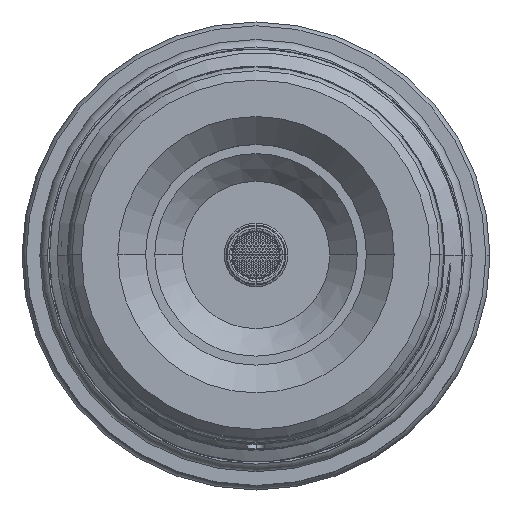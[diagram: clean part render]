
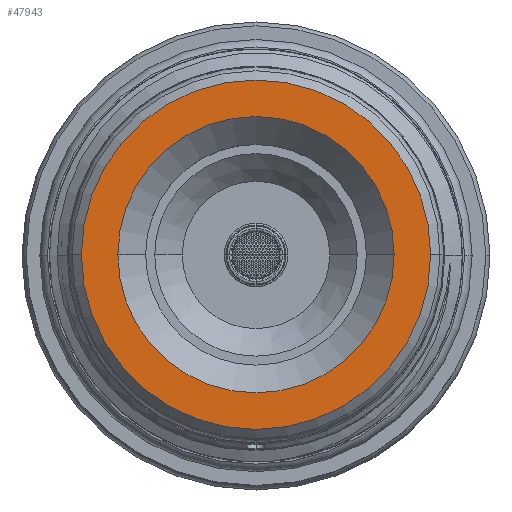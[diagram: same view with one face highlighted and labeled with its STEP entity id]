
A CAD part, top view. The second image highlights one B-rep face of the part: STEP entity #47943.
In plain terms, the highlighted planar face has unit normal (0, 0, 1).
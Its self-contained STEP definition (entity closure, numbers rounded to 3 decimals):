
#319 = CARTESIAN_POINT ( 'NONE',  ( 0., 0., 13.677 ) ) ;
#2866 = DIRECTION ( 'NONE',  ( 0., 0., 1. ) ) ;
#3469 = VERTEX_POINT ( 'NONE', #43299 ) ;
#3639 = VERTEX_POINT ( 'NONE', #4830 ) ;
#3706 = ORIENTED_EDGE ( 'NONE', *, *, #23091, .F. ) ;
#4830 = CARTESIAN_POINT ( 'NONE',  ( -11.925, 0., 13.677 ) ) ;
#5556 = FACE_BOUND ( 'NONE', #8559, .T. ) ;
#7383 = VERTEX_POINT ( 'NONE', #20975 ) ;
#7564 = AXIS2_PLACEMENT_3D ( 'NONE', #16483, #16857, #8120 ) ;
#8120 = DIRECTION ( 'NONE',  ( 1., 0., 0. ) ) ;
#8559 = EDGE_LOOP ( 'NONE', ( #3706, #57533 ) ) ;
#9050 = VERTEX_POINT ( 'NONE', #43757 ) ;
#9339 = DIRECTION ( 'NONE',  ( 0., 0., 1. ) ) ;
#9519 = CIRCLE ( 'NONE', #7564, 11.925 ) ;
#15516 = CARTESIAN_POINT ( 'NONE',  ( 0., 0., 13.677 ) ) ;
#15854 = CIRCLE ( 'NONE', #42089, 11.925 ) ;
#15935 = CIRCLE ( 'NONE', #50568, 15.075 ) ;
#16155 = CIRCLE ( 'NONE', #29914, 15.075 ) ;
#16483 = CARTESIAN_POINT ( 'NONE',  ( 0., 0., 13.677 ) ) ;
#16857 = DIRECTION ( 'NONE',  ( 0., 0., 1. ) ) ;
#17746 = DIRECTION ( 'NONE',  ( 0., 0., -1. ) ) ;
#19496 = ORIENTED_EDGE ( 'NONE', *, *, #35748, .F. ) ;
#20975 = CARTESIAN_POINT ( 'NONE',  ( 15.075, 0., 13.677 ) ) ;
#23091 = EDGE_CURVE ( 'NONE', #3469, #3639, #9519, .T. ) ;
#24857 = AXIS2_PLACEMENT_3D ( 'NONE', #44365, #9339, #30765 ) ;
#26717 = CARTESIAN_POINT ( 'NONE',  ( 0., 0., 13.677 ) ) ;
#27696 = EDGE_LOOP ( 'NONE', ( #44079, #19496 ) ) ;
#29156 = DIRECTION ( 'NONE',  ( 1., 0., 0. ) ) ;
#29914 = AXIS2_PLACEMENT_3D ( 'NONE', #319, #31674, #31467 ) ;
#30765 = DIRECTION ( 'NONE',  ( 1., 0., 0. ) ) ;
#31467 = DIRECTION ( 'NONE',  ( -1., 0., 0. ) ) ;
#31674 = DIRECTION ( 'NONE',  ( 0., 0., -1. ) ) ;
#34792 = FACE_OUTER_BOUND ( 'NONE', #27696, .T. ) ;
#35441 = PLANE ( 'NONE',  #24857 ) ;
#35748 = EDGE_CURVE ( 'NONE', #7383, #9050, #15935, .T. ) ;
#37066 = EDGE_CURVE ( 'NONE', #3639, #3469, #15854, .T. ) ;
#42089 = AXIS2_PLACEMENT_3D ( 'NONE', #15516, #2866, #29156 ) ;
#43299 = CARTESIAN_POINT ( 'NONE',  ( 11.925, 0., 13.677 ) ) ;
#43757 = CARTESIAN_POINT ( 'NONE',  ( -15.075, 0., 13.677 ) ) ;
#43844 = DIRECTION ( 'NONE',  ( -1., 0., 0. ) ) ;
#44079 = ORIENTED_EDGE ( 'NONE', *, *, #45698, .F. ) ;
#44365 = CARTESIAN_POINT ( 'NONE',  ( -15.075, 0., 13.677 ) ) ;
#45698 = EDGE_CURVE ( 'NONE', #9050, #7383, #16155, .T. ) ;
#47943 = ADVANCED_FACE ( 'NONE', ( #34792, #5556 ), #35441, .T. ) ;
#50568 = AXIS2_PLACEMENT_3D ( 'NONE', #26717, #17746, #43844 ) ;
#57533 = ORIENTED_EDGE ( 'NONE', *, *, #37066, .F. ) ;
